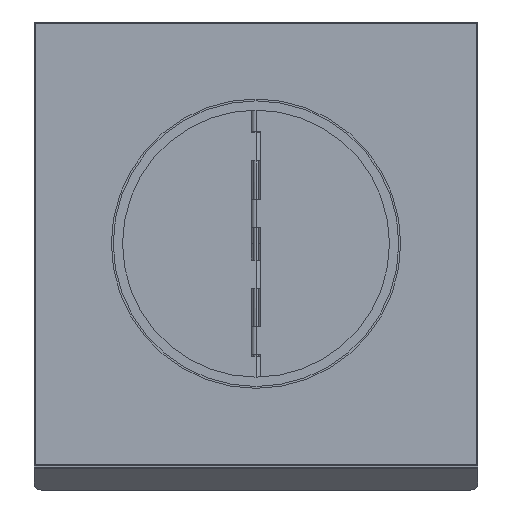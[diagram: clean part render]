
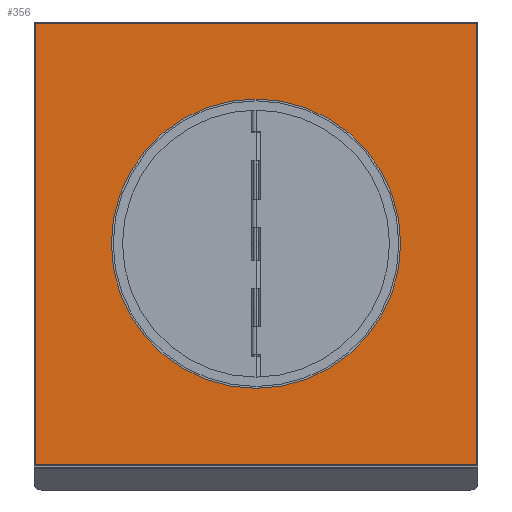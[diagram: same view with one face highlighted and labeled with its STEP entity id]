
A CAD part, left-side view. The second image highlights one B-rep face of the part: STEP entity #356.
In plain terms, the highlighted face is planar.
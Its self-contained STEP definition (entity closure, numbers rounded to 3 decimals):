
#356=ADVANCED_FACE('',(#687,#688),#689,.T.);
#687=FACE_BOUND('',#1023,.T.);
#688=FACE_OUTER_BOUND('',#1024,.T.);
#689=PLANE('',#1025);
#1023=EDGE_LOOP('',(#2331,#2332));
#1024=EDGE_LOOP('',(#2333,#2334,#2335,#2336));
#1025=AXIS2_PLACEMENT_3D('',#2337,#2338,#2339);
#2331=ORIENTED_EDGE('',*,*,#2526,.T.);
#2332=ORIENTED_EDGE('',*,*,#2831,.T.);
#2333=ORIENTED_EDGE('',*,*,#2538,.F.);
#2334=ORIENTED_EDGE('',*,*,#2535,.F.);
#2335=ORIENTED_EDGE('',*,*,#2532,.F.);
#2336=ORIENTED_EDGE('',*,*,#2529,.F.);
#2337=CARTESIAN_POINT('',(-0.8,-0.8,15.8));
#2338=DIRECTION('',(0.0,0.0,1.0));
#2339=DIRECTION('',(1.0,0.0,0.0));
#2526=EDGE_CURVE('',#3107,#3111,#3113,.T.);
#2529=EDGE_CURVE('',#3117,#3119,#3120,.T.);
#2532=EDGE_CURVE('',#3119,#3124,#3125,.T.);
#2535=EDGE_CURVE('',#3124,#3129,#3130,.T.);
#2538=EDGE_CURVE('',#3129,#3117,#3133,.T.);
#2831=EDGE_CURVE('',#3111,#3107,#3605,.T.);
#3107=VERTEX_POINT('',#4010);
#3111=VERTEX_POINT('',#4015);
#3113=CIRCLE('',#4018,62.0);
#3117=VERTEX_POINT('',#4023);
#3119=VERTEX_POINT('',#4025);
#3120=LINE('',#4026,#4027);
#3124=VERTEX_POINT('',#4032);
#3125=LINE('',#4033,#4034);
#3129=VERTEX_POINT('',#4039);
#3130=LINE('',#4040,#4041);
#3133=LINE('',#4045,#4046);
#3605=CIRCLE('',#4735,62.0);
#4010=CARTESIAN_POINT('',(95.0,157.0,15.8));
#4015=CARTESIAN_POINT('',(95.0,33.0,15.8));
#4018=AXIS2_PLACEMENT_3D('',#4960,#4961,#4962);
#4023=CARTESIAN_POINT('',(0.5,0.5,15.8));
#4025=CARTESIAN_POINT('',(0.5,189.5,15.8));
#4026=CARTESIAN_POINT('',(0.5,-0.8,15.8));
#4027=VECTOR('',#4967,1.0);
#4032=CARTESIAN_POINT('',(189.5,189.5,15.8));
#4033=CARTESIAN_POINT('',(-0.8,189.5,15.8));
#4034=VECTOR('',#4972,1.0);
#4039=CARTESIAN_POINT('',(189.5,0.5,15.8));
#4040=CARTESIAN_POINT('',(189.5,95.0,15.8));
#4041=VECTOR('',#4977,1.0);
#4045=CARTESIAN_POINT('',(95.0,0.5,15.8));
#4046=VECTOR('',#4982,1.0);
#4735=AXIS2_PLACEMENT_3D('',#5486,#5487,#5488);
#4960=CARTESIAN_POINT('',(95.0,95.0,15.8));
#4961=DIRECTION('',(0.0,0.0,-1.0));
#4962=DIRECTION('',(0.0,1.0,0.0));
#4967=DIRECTION('',(0.,1.0,0.0));
#4972=DIRECTION('',(1.0,0.0,0.0));
#4977=DIRECTION('',(0.0,-1.0,0.0));
#4982=DIRECTION('',(-1.0,0.,0.0));
#5486=CARTESIAN_POINT('',(95.0,95.0,15.8));
#5487=DIRECTION('',(0.0,0.0,-1.0));
#5488=DIRECTION('',(0.0,1.0,0.0));
